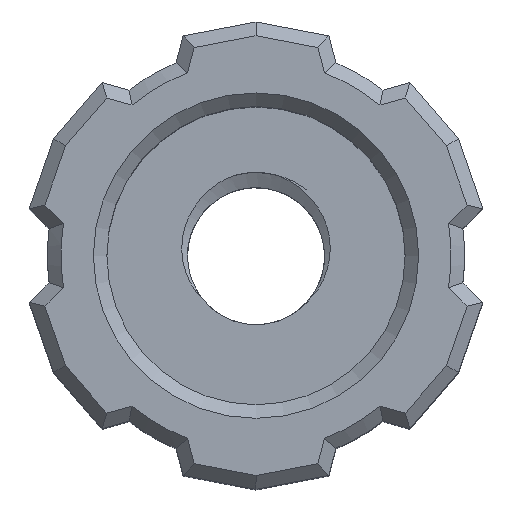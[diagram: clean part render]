
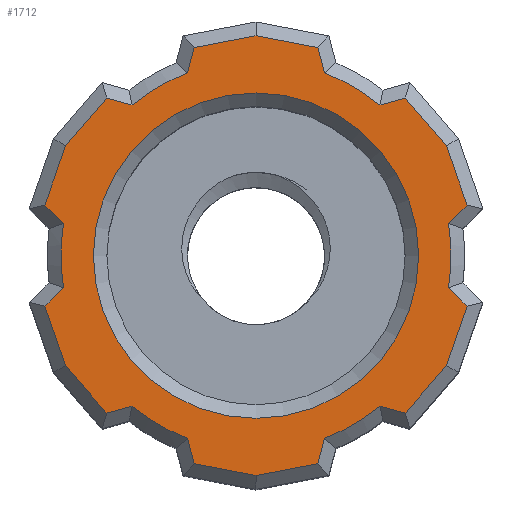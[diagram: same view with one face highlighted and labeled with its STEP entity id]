
A CAD part, top view. The second image highlights one B-rep face of the part: STEP entity #1712.
In plain terms, the highlighted planar face has unit normal (0, 0, 1).
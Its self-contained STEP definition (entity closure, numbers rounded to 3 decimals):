
#16=FACE_BOUND('',#277,.T.);
#70=PLANE('',#1859);
#168=FACE_OUTER_BOUND('',#276,.T.);
#276=EDGE_LOOP('',(#1415,#1416,#1417,#1418,#1419,#1420,#1421,#1422,#1423,
#1424,#1425,#1426,#1427,#1428,#1429,#1430,#1431,#1432,#1433,#1434,#1435,
#1436,#1437,#1438,#1439,#1440,#1441,#1442,#1443,#1444));
#277=EDGE_LOOP('',(#1445));
#340=CIRCLE('',#1800,3.598);
#342=CIRCLE('',#1807,3.598);
#344=CIRCLE('',#1814,3.598);
#346=CIRCLE('',#1821,3.598);
#349=CIRCLE('',#1829,3.598);
#351=CIRCLE('',#1836,3.598);
#355=CIRCLE('',#1860,3.);
#438=LINE('',#3212,#609);
#439=LINE('',#3216,#610);
#445=LINE('',#3229,#616);
#447=LINE('',#3234,#618);
#452=LINE('',#3259,#623);
#453=LINE('',#3267,#624);
#459=LINE('',#3280,#630);
#461=LINE('',#3285,#632);
#466=LINE('',#3310,#637);
#467=LINE('',#3318,#638);
#473=LINE('',#3331,#644);
#475=LINE('',#3336,#646);
#479=LINE('',#3356,#650);
#480=LINE('',#3358,#651);
#483=LINE('',#3362,#654);
#484=LINE('',#3364,#655);
#487=LINE('',#3377,#658);
#488=LINE('',#3379,#659);
#491=LINE('',#3383,#662);
#492=LINE('',#3385,#663);
#495=LINE('',#3398,#666);
#496=LINE('',#3400,#667);
#499=LINE('',#3404,#670);
#500=LINE('',#3406,#671);
#609=VECTOR('',#2005,10.);
#610=VECTOR('',#2008,10.);
#616=VECTOR('',#2016,10.);
#618=VECTOR('',#2020,10.);
#623=VECTOR('',#2033,10.);
#624=VECTOR('',#2036,10.);
#630=VECTOR('',#2044,10.);
#632=VECTOR('',#2048,10.);
#637=VECTOR('',#2061,10.);
#638=VECTOR('',#2064,10.);
#644=VECTOR('',#2072,10.);
#646=VECTOR('',#2076,10.);
#650=VECTOR('',#2088,10.);
#651=VECTOR('',#2091,10.);
#654=VECTOR('',#2096,10.);
#655=VECTOR('',#2099,10.);
#658=VECTOR('',#2110,10.);
#659=VECTOR('',#2113,10.);
#662=VECTOR('',#2118,10.);
#663=VECTOR('',#2121,10.);
#666=VECTOR('',#2132,10.);
#667=VECTOR('',#2135,10.);
#670=VECTOR('',#2140,10.);
#671=VECTOR('',#2143,10.);
#799=VERTEX_POINT('',#3193);
#800=VERTEX_POINT('',#3194);
#804=VERTEX_POINT('',#3210);
#805=VERTEX_POINT('',#3214);
#806=VERTEX_POINT('',#3215);
#811=VERTEX_POINT('',#3226);
#812=VERTEX_POINT('',#3228);
#813=VERTEX_POINT('',#3232);
#814=VERTEX_POINT('',#3233);
#817=VERTEX_POINT('',#3244);
#821=VERTEX_POINT('',#3256);
#822=VERTEX_POINT('',#3258);
#823=VERTEX_POINT('',#3265);
#824=VERTEX_POINT('',#3266);
#829=VERTEX_POINT('',#3277);
#830=VERTEX_POINT('',#3279);
#831=VERTEX_POINT('',#3283);
#832=VERTEX_POINT('',#3284);
#835=VERTEX_POINT('',#3295);
#839=VERTEX_POINT('',#3307);
#840=VERTEX_POINT('',#3309);
#841=VERTEX_POINT('',#3316);
#842=VERTEX_POINT('',#3317);
#847=VERTEX_POINT('',#3328);
#848=VERTEX_POINT('',#3330);
#849=VERTEX_POINT('',#3334);
#850=VERTEX_POINT('',#3335);
#853=VERTEX_POINT('',#3346);
#856=VERTEX_POINT('',#3369);
#858=VERTEX_POINT('',#3390);
#875=VERTEX_POINT('',#3471);
#956=EDGE_CURVE('',#799,#800,#340,.T.);
#962=EDGE_CURVE('',#804,#799,#438,.T.);
#963=EDGE_CURVE('',#805,#806,#439,.T.);
#969=EDGE_CURVE('',#811,#812,#445,.T.);
#971=EDGE_CURVE('',#813,#814,#447,.T.);
#975=EDGE_CURVE('',#814,#817,#342,.T.);
#980=EDGE_CURVE('',#821,#822,#452,.T.);
#982=EDGE_CURVE('',#823,#824,#453,.T.);
#988=EDGE_CURVE('',#829,#830,#459,.T.);
#990=EDGE_CURVE('',#831,#832,#461,.T.);
#994=EDGE_CURVE('',#832,#835,#344,.T.);
#999=EDGE_CURVE('',#839,#840,#466,.T.);
#1001=EDGE_CURVE('',#841,#842,#467,.T.);
#1007=EDGE_CURVE('',#847,#848,#473,.T.);
#1009=EDGE_CURVE('',#849,#850,#475,.T.);
#1013=EDGE_CURVE('',#850,#853,#346,.T.);
#1017=EDGE_CURVE('',#853,#847,#479,.T.);
#1018=EDGE_CURVE('',#842,#849,#480,.T.);
#1021=EDGE_CURVE('',#848,#839,#483,.T.);
#1022=EDGE_CURVE('',#835,#841,#484,.T.);
#1025=EDGE_CURVE('',#840,#856,#349,.T.);
#1028=EDGE_CURVE('',#856,#829,#487,.T.);
#1029=EDGE_CURVE('',#824,#831,#488,.T.);
#1032=EDGE_CURVE('',#830,#821,#491,.T.);
#1033=EDGE_CURVE('',#817,#823,#492,.T.);
#1036=EDGE_CURVE('',#822,#858,#351,.T.);
#1039=EDGE_CURVE('',#858,#811,#495,.T.);
#1040=EDGE_CURVE('',#806,#813,#496,.T.);
#1043=EDGE_CURVE('',#812,#804,#499,.T.);
#1044=EDGE_CURVE('',#800,#805,#500,.T.);
#1077=EDGE_CURVE('',#875,#875,#355,.T.);
#1415=ORIENTED_EDGE('',*,*,#1009,.F.);
#1416=ORIENTED_EDGE('',*,*,#1018,.F.);
#1417=ORIENTED_EDGE('',*,*,#1001,.F.);
#1418=ORIENTED_EDGE('',*,*,#1022,.F.);
#1419=ORIENTED_EDGE('',*,*,#994,.F.);
#1420=ORIENTED_EDGE('',*,*,#990,.F.);
#1421=ORIENTED_EDGE('',*,*,#1029,.F.);
#1422=ORIENTED_EDGE('',*,*,#982,.F.);
#1423=ORIENTED_EDGE('',*,*,#1033,.F.);
#1424=ORIENTED_EDGE('',*,*,#975,.F.);
#1425=ORIENTED_EDGE('',*,*,#971,.F.);
#1426=ORIENTED_EDGE('',*,*,#1040,.F.);
#1427=ORIENTED_EDGE('',*,*,#963,.F.);
#1428=ORIENTED_EDGE('',*,*,#1044,.F.);
#1429=ORIENTED_EDGE('',*,*,#956,.F.);
#1430=ORIENTED_EDGE('',*,*,#962,.F.);
#1431=ORIENTED_EDGE('',*,*,#1043,.F.);
#1432=ORIENTED_EDGE('',*,*,#969,.F.);
#1433=ORIENTED_EDGE('',*,*,#1039,.F.);
#1434=ORIENTED_EDGE('',*,*,#1036,.F.);
#1435=ORIENTED_EDGE('',*,*,#980,.F.);
#1436=ORIENTED_EDGE('',*,*,#1032,.F.);
#1437=ORIENTED_EDGE('',*,*,#988,.F.);
#1438=ORIENTED_EDGE('',*,*,#1028,.F.);
#1439=ORIENTED_EDGE('',*,*,#1025,.F.);
#1440=ORIENTED_EDGE('',*,*,#999,.F.);
#1441=ORIENTED_EDGE('',*,*,#1021,.F.);
#1442=ORIENTED_EDGE('',*,*,#1007,.F.);
#1443=ORIENTED_EDGE('',*,*,#1017,.F.);
#1444=ORIENTED_EDGE('',*,*,#1013,.F.);
#1445=ORIENTED_EDGE('',*,*,#1077,.F.);
#1712=ADVANCED_FACE('',(#168,#16),#70,.T.);
#1800=AXIS2_PLACEMENT_3D('',#3195,#1997,#1998);
#1807=AXIS2_PLACEMENT_3D('',#3245,#2025,#2026);
#1814=AXIS2_PLACEMENT_3D('',#3296,#2053,#2054);
#1821=AXIS2_PLACEMENT_3D('',#3347,#2081,#2082);
#1829=AXIS2_PLACEMENT_3D('',#3370,#2105,#2106);
#1836=AXIS2_PLACEMENT_3D('',#3391,#2127,#2128);
#1859=AXIS2_PLACEMENT_3D('',#3470,#2209,#2210);
#1860=AXIS2_PLACEMENT_3D('',#3472,#2211,#2212);
#1997=DIRECTION('center_axis',(0.,0.,-1.));
#1998=DIRECTION('ref_axis',(-1.,0.,0.));
#2005=DIRECTION('',(0.712,0.702,0.));
#2008=DIRECTION('',(0.329,0.944,0.));
#2016=DIRECTION('',(-0.653,0.757,0.));
#2020=DIRECTION('',(0.964,-0.266,0.));
#2025=DIRECTION('center_axis',(0.,0.,-1.));
#2026=DIRECTION('ref_axis',(-1.,0.,0.));
#2033=DIRECTION('',(-0.252,0.968,0.));
#2036=DIRECTION('',(0.982,0.187,0.));
#2044=DIRECTION('',(-0.982,-0.187,0.));
#2048=DIRECTION('',(0.252,-0.968,0.));
#2053=DIRECTION('center_axis',(0.,0.,-1.));
#2054=DIRECTION('ref_axis',(1.,0.,0.));
#2061=DIRECTION('',(-0.964,0.266,0.));
#2064=DIRECTION('',(0.653,-0.757,0.));
#2072=DIRECTION('',(-0.329,-0.944,0.));
#2076=DIRECTION('',(-0.712,-0.702,0.));
#2081=DIRECTION('center_axis',(0.,0.,-1.));
#2082=DIRECTION('ref_axis',(1.,0.,0.));
#2088=DIRECTION('',(0.712,-0.702,0.));
#2091=DIRECTION('',(0.329,-0.944,0.));
#2096=DIRECTION('',(-0.653,-0.757,0.));
#2099=DIRECTION('',(0.964,0.266,0.));
#2105=DIRECTION('center_axis',(0.,0.,-1.));
#2106=DIRECTION('ref_axis',(1.,0.,0.));
#2110=DIRECTION('',(-0.252,-0.968,0.));
#2113=DIRECTION('',(0.982,-0.187,0.));
#2118=DIRECTION('',(-0.982,0.187,0.));
#2121=DIRECTION('',(0.252,0.968,0.));
#2127=DIRECTION('center_axis',(0.,0.,-1.));
#2128=DIRECTION('ref_axis',(-1.,0.,0.));
#2132=DIRECTION('',(-0.964,-0.266,0.));
#2135=DIRECTION('',(0.653,0.757,0.));
#2140=DIRECTION('',(-0.329,0.944,0.));
#2143=DIRECTION('',(-0.712,0.702,0.));
#2209=DIRECTION('center_axis',(0.,0.,1.));
#2210=DIRECTION('ref_axis',(1.,0.,0.));
#2211=DIRECTION('center_axis',(0.,0.,1.));
#2212=DIRECTION('ref_axis',(1.,0.,0.));
#3193=CARTESIAN_POINT('',(-3.549,-0.591,8.));
#3194=CARTESIAN_POINT('',(-3.549,0.591,8.));
#3195=CARTESIAN_POINT('Origin',(0.,0.,8.));
#3210=CARTESIAN_POINT('',(-3.894,-0.931,8.));
#3212=CARTESIAN_POINT('',(-2.729,0.216,8.));
#3214=CARTESIAN_POINT('',(-3.894,0.931,8.));
#3215=CARTESIAN_POINT('',(-3.511,2.027,8.));
#3216=CARTESIAN_POINT('',(-3.853,1.046,8.));
#3226=CARTESIAN_POINT('',(-2.753,-2.907,8.));
#3228=CARTESIAN_POINT('',(-3.511,-2.027,8.));
#3229=CARTESIAN_POINT('',(-2.833,-2.814,8.));
#3232=CARTESIAN_POINT('',(-2.753,2.907,8.));
#3233=CARTESIAN_POINT('',(-2.287,2.778,8.));
#3234=CARTESIAN_POINT('',(-1.177,2.472,8.));
#3244=CARTESIAN_POINT('',(-1.263,3.369,8.));
#3245=CARTESIAN_POINT('Origin',(0.,0.,8.));
#3256=CARTESIAN_POINT('',(-1.141,-3.837,8.));
#3258=CARTESIAN_POINT('',(-1.263,-3.369,8.));
#3259=CARTESIAN_POINT('',(-1.552,-2.256,8.));
#3265=CARTESIAN_POINT('',(-1.141,3.837,8.));
#3266=CARTESIAN_POINT('',(0.,4.055,8.));
#3267=CARTESIAN_POINT('',(-1.021,3.86,8.));
#3277=CARTESIAN_POINT('',(1.141,-3.837,8.));
#3279=CARTESIAN_POINT('',(0.,-4.055,8.));
#3280=CARTESIAN_POINT('',(1.021,-3.86,8.));
#3283=CARTESIAN_POINT('',(1.141,3.837,8.));
#3284=CARTESIAN_POINT('',(1.263,3.369,8.));
#3285=CARTESIAN_POINT('',(1.552,2.256,8.));
#3295=CARTESIAN_POINT('',(2.287,2.778,8.));
#3296=CARTESIAN_POINT('Origin',(0.,0.,8.));
#3307=CARTESIAN_POINT('',(2.753,-2.907,8.));
#3309=CARTESIAN_POINT('',(2.287,-2.778,8.));
#3310=CARTESIAN_POINT('',(1.177,-2.472,8.));
#3316=CARTESIAN_POINT('',(2.753,2.907,8.));
#3317=CARTESIAN_POINT('',(3.511,2.027,8.));
#3318=CARTESIAN_POINT('',(2.833,2.814,8.));
#3328=CARTESIAN_POINT('',(3.894,-0.931,8.));
#3330=CARTESIAN_POINT('',(3.511,-2.027,8.));
#3331=CARTESIAN_POINT('',(3.853,-1.046,8.));
#3334=CARTESIAN_POINT('',(3.894,0.931,8.));
#3335=CARTESIAN_POINT('',(3.549,0.591,8.));
#3336=CARTESIAN_POINT('',(2.729,-0.216,8.));
#3346=CARTESIAN_POINT('',(3.549,-0.591,8.));
#3347=CARTESIAN_POINT('Origin',(0.,0.,8.));
#3356=CARTESIAN_POINT('',(2.546,0.397,8.));
#3358=CARTESIAN_POINT('',(3.628,1.692,8.));
#3362=CARTESIAN_POINT('',(3.279,-2.296,8.));
#3364=CARTESIAN_POINT('',(0.929,2.404,8.));
#3369=CARTESIAN_POINT('',(1.263,-3.369,8.));
#3370=CARTESIAN_POINT('Origin',(0.,0.,8.));
#3377=CARTESIAN_POINT('',(1.617,-2.007,8.));
#3379=CARTESIAN_POINT('',(0.349,3.988,8.));
#3383=CARTESIAN_POINT('',(-0.349,-3.988,8.));
#3385=CARTESIAN_POINT('',(-1.617,2.007,8.));
#3390=CARTESIAN_POINT('',(-2.287,-2.778,8.));
#3391=CARTESIAN_POINT('Origin',(0.,0.,8.));
#3398=CARTESIAN_POINT('',(-0.929,-2.404,8.));
#3400=CARTESIAN_POINT('',(-3.279,2.296,8.));
#3404=CARTESIAN_POINT('',(-3.628,-1.692,8.));
#3406=CARTESIAN_POINT('',(-2.546,-0.397,8.));
#3470=CARTESIAN_POINT('Origin',(0.,0.,8.));
#3471=CARTESIAN_POINT('',(-3.,0.,8.));
#3472=CARTESIAN_POINT('Origin',(0.,0.,8.));
